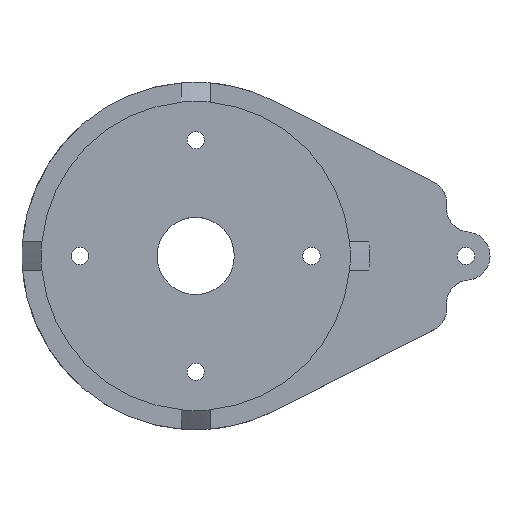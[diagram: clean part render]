
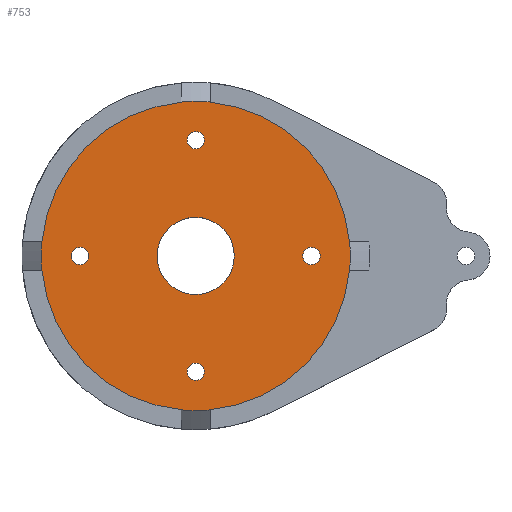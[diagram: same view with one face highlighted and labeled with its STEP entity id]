
A CAD part, top view. The second image highlights one B-rep face of the part: STEP entity #753.
In plain terms, the highlighted planar face has unit normal (0, 0, 1).
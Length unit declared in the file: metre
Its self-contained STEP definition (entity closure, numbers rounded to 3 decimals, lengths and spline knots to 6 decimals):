
#32=CIRCLE('',#807,0.08);
#35=CIRCLE('',#811,0.08);
#46=CIRCLE('',#824,0.08);
#49=CIRCLE('',#829,0.08);
#51=CIRCLE('',#833,0.0045);
#52=CIRCLE('',#834,0.0045);
#53=CIRCLE('',#835,0.0045);
#54=CIRCLE('',#836,0.0045);
#55=CIRCLE('',#837,0.080121);
#56=CIRCLE('',#838,0.080121);
#57=CIRCLE('',#839,0.080121);
#58=CIRCLE('',#840,0.080121);
#59=CIRCLE('',#841,0.02);
#153=ORIENTED_EDGE('',*,*,#354,.T.);
#154=ORIENTED_EDGE('',*,*,#355,.T.);
#155=ORIENTED_EDGE('',*,*,#356,.T.);
#156=ORIENTED_EDGE('',*,*,#357,.T.);
#157=ORIENTED_EDGE('',*,*,#358,.T.);
#158=ORIENTED_EDGE('',*,*,#359,.T.);
#159=ORIENTED_EDGE('',*,*,#360,.T.);
#160=ORIENTED_EDGE('',*,*,#343,.T.);
#161=ORIENTED_EDGE('',*,*,#361,.T.);
#162=ORIENTED_EDGE('',*,*,#362,.T.);
#163=ORIENTED_EDGE('',*,*,#363,.T.);
#164=ORIENTED_EDGE('',*,*,#350,.T.);
#165=ORIENTED_EDGE('',*,*,#364,.T.);
#166=ORIENTED_EDGE('',*,*,#365,.T.);
#167=ORIENTED_EDGE('',*,*,#366,.T.);
#168=ORIENTED_EDGE('',*,*,#317,.T.);
#169=ORIENTED_EDGE('',*,*,#367,.T.);
#170=ORIENTED_EDGE('',*,*,#368,.T.);
#171=ORIENTED_EDGE('',*,*,#369,.T.);
#172=ORIENTED_EDGE('',*,*,#323,.T.);
#173=ORIENTED_EDGE('',*,*,#370,.F.);
#317=EDGE_CURVE('',#421,#419,#32,.T.);
#323=EDGE_CURVE('',#423,#426,#35,.T.);
#343=EDGE_CURVE('',#440,#443,#46,.T.);
#350=EDGE_CURVE('',#446,#449,#49,.T.);
#354=EDGE_CURVE('',#452,#452,#51,.T.);
#355=EDGE_CURVE('',#453,#453,#52,.T.);
#356=EDGE_CURVE('',#454,#454,#53,.T.);
#357=EDGE_CURVE('',#455,#455,#54,.T.);
#358=EDGE_CURVE('',#426,#456,#512,.T.);
#359=EDGE_CURVE('',#456,#457,#55,.T.);
#360=EDGE_CURVE('',#457,#440,#513,.T.);
#361=EDGE_CURVE('',#443,#458,#514,.T.);
#362=EDGE_CURVE('',#458,#459,#56,.T.);
#363=EDGE_CURVE('',#459,#446,#515,.T.);
#364=EDGE_CURVE('',#449,#460,#516,.T.);
#365=EDGE_CURVE('',#460,#461,#57,.T.);
#366=EDGE_CURVE('',#461,#421,#517,.T.);
#367=EDGE_CURVE('',#419,#462,#518,.T.);
#368=EDGE_CURVE('',#462,#463,#58,.T.);
#369=EDGE_CURVE('',#463,#423,#519,.T.);
#370=EDGE_CURVE('',#464,#464,#59,.T.);
#419=VERTEX_POINT('',#1161);
#421=VERTEX_POINT('',#1164);
#423=VERTEX_POINT('',#1170);
#426=VERTEX_POINT('',#1175);
#440=VERTEX_POINT('',#1209);
#443=VERTEX_POINT('',#1214);
#446=VERTEX_POINT('',#1224);
#449=VERTEX_POINT('',#1229);
#452=VERTEX_POINT('',#1239);
#453=VERTEX_POINT('',#1241);
#454=VERTEX_POINT('',#1243);
#455=VERTEX_POINT('',#1245);
#456=VERTEX_POINT('',#1247);
#457=VERTEX_POINT('',#1249);
#458=VERTEX_POINT('',#1252);
#459=VERTEX_POINT('',#1254);
#460=VERTEX_POINT('',#1257);
#461=VERTEX_POINT('',#1259);
#462=VERTEX_POINT('',#1262);
#463=VERTEX_POINT('',#1264);
#464=VERTEX_POINT('',#1267);
#512=LINE('',#1246,#554);
#513=LINE('',#1250,#555);
#514=LINE('',#1251,#556);
#515=LINE('',#1255,#557);
#516=LINE('',#1256,#558);
#517=LINE('',#1260,#559);
#518=LINE('',#1261,#560);
#519=LINE('',#1265,#561);
#554=VECTOR('',#994,1.);
#555=VECTOR('',#997,1.);
#556=VECTOR('',#998,1.);
#557=VECTOR('',#1001,1.);
#558=VECTOR('',#1002,1.);
#559=VECTOR('',#1005,1.);
#560=VECTOR('',#1006,1.);
#561=VECTOR('',#1009,1.);
#582=EDGE_LOOP('',(#153));
#583=EDGE_LOOP('',(#154));
#584=EDGE_LOOP('',(#155));
#585=EDGE_LOOP('',(#156));
#586=EDGE_LOOP('',(#157,#158,#159,#160,#161,#162,#163,#164,#165,#166,#167,
#168,#169,#170,#171,#172));
#587=EDGE_LOOP('',(#173));
#657=FACE_BOUND('',#582,.T.);
#658=FACE_BOUND('',#583,.T.);
#659=FACE_BOUND('',#584,.T.);
#660=FACE_BOUND('',#585,.T.);
#661=FACE_BOUND('',#586,.T.);
#662=FACE_BOUND('',#587,.T.);
#727=PLANE('',#832);
#753=ADVANCED_FACE('',(#657,#658,#659,#660,#661,#662),#727,.T.);
#807=AXIS2_PLACEMENT_3D('',#1163,#916,#917);
#811=AXIS2_PLACEMENT_3D('',#1176,#927,#928);
#824=AXIS2_PLACEMENT_3D('',#1215,#962,#963);
#829=AXIS2_PLACEMENT_3D('',#1230,#976,#977);
#832=AXIS2_PLACEMENT_3D('',#1237,#984,#985);
#833=AXIS2_PLACEMENT_3D('',#1238,#986,#987);
#834=AXIS2_PLACEMENT_3D('',#1240,#988,#989);
#835=AXIS2_PLACEMENT_3D('',#1242,#990,#991);
#836=AXIS2_PLACEMENT_3D('',#1244,#992,#993);
#837=AXIS2_PLACEMENT_3D('',#1248,#995,#996);
#838=AXIS2_PLACEMENT_3D('',#1253,#999,#1000);
#839=AXIS2_PLACEMENT_3D('',#1258,#1003,#1004);
#840=AXIS2_PLACEMENT_3D('',#1263,#1007,#1008);
#841=AXIS2_PLACEMENT_3D('',#1266,#1010,#1011);
#916=DIRECTION('',(0.,0.,1.));
#917=DIRECTION('',(0.,-1.,0.));
#927=DIRECTION('',(0.,0.,1.));
#928=DIRECTION('',(0.,-1.,0.));
#962=DIRECTION('',(0.,0.,1.));
#963=DIRECTION('',(0.,-1.,0.));
#976=DIRECTION('',(0.,0.,1.));
#977=DIRECTION('',(0.,-1.,0.));
#984=DIRECTION('',(0.,0.,1.));
#985=DIRECTION('',(0.,-1.,0.));
#986=DIRECTION('',(0.,0.,-1.));
#987=DIRECTION('',(0.,1.,0.));
#988=DIRECTION('',(0.,0.,-1.));
#989=DIRECTION('',(0.,1.,0.));
#990=DIRECTION('',(0.,0.,-1.));
#991=DIRECTION('',(0.,1.,0.));
#992=DIRECTION('',(0.,0.,-1.));
#993=DIRECTION('',(0.,1.,0.));
#994=DIRECTION('',(0.,1.,0.));
#995=DIRECTION('',(0.,0.,1.));
#996=DIRECTION('',(0.,-1.,0.));
#997=DIRECTION('',(0.,-1.,0.));
#998=DIRECTION('',(-1.,0.,0.));
#999=DIRECTION('',(0.,0.,1.));
#1000=DIRECTION('',(0.,-1.,0.));
#1001=DIRECTION('',(1.,0.,0.));
#1002=DIRECTION('',(0.,-1.,0.));
#1003=DIRECTION('',(0.,0.,1.));
#1004=DIRECTION('',(0.,-1.,0.));
#1005=DIRECTION('',(0.,1.,0.));
#1006=DIRECTION('',(1.,0.,0.));
#1007=DIRECTION('',(0.,0.,1.));
#1008=DIRECTION('',(0.,-1.,0.));
#1009=DIRECTION('',(-1.,0.,0.));
#1010=DIRECTION('',(0.,0.,1.));
#1011=DIRECTION('',(0.,-1.,0.));
#1161=CARTESIAN_POINT('',(0.079648,-0.0075,0.008));
#1163=CARTESIAN_POINT('',(0.,0.,0.008));
#1164=CARTESIAN_POINT('',(0.0075,-0.079648,0.008));
#1170=CARTESIAN_POINT('',(0.079648,0.0075,0.008));
#1175=CARTESIAN_POINT('',(0.0075,0.079648,0.008));
#1176=CARTESIAN_POINT('',(0.,0.,0.008));
#1209=CARTESIAN_POINT('',(-0.0075,0.079648,0.008));
#1214=CARTESIAN_POINT('',(-0.079648,0.0075,0.008));
#1215=CARTESIAN_POINT('',(0.,0.,0.008));
#1224=CARTESIAN_POINT('',(-0.079648,-0.0075,0.008));
#1229=CARTESIAN_POINT('',(-0.0075,-0.079648,0.008));
#1230=CARTESIAN_POINT('',(0.,0.,0.008));
#1237=CARTESIAN_POINT('',(0.,0.,0.008));
#1238=CARTESIAN_POINT('',(-0.06,0.,0.008));
#1239=CARTESIAN_POINT('',(-0.06,0.0045,0.008));
#1240=CARTESIAN_POINT('',(0.,-0.06,0.008));
#1241=CARTESIAN_POINT('',(0.,-0.0555,0.008));
#1242=CARTESIAN_POINT('',(0.06,0.,0.008));
#1243=CARTESIAN_POINT('',(0.06,0.0045,0.008));
#1244=CARTESIAN_POINT('',(0.,0.06,0.008));
#1245=CARTESIAN_POINT('',(0.,0.0645,0.008));
#1246=CARTESIAN_POINT('',(0.0075,0.079648,0.008));
#1247=CARTESIAN_POINT('',(0.0075,0.079769,0.008));
#1248=CARTESIAN_POINT('',(0.,0.,0.008));
#1249=CARTESIAN_POINT('',(-0.0075,0.079769,0.008));
#1250=CARTESIAN_POINT('',(-0.0075,0.079648,0.008));
#1251=CARTESIAN_POINT('',(-0.079648,0.0075,0.008));
#1252=CARTESIAN_POINT('',(-0.079769,0.0075,0.008));
#1253=CARTESIAN_POINT('',(0.,0.,0.008));
#1254=CARTESIAN_POINT('',(-0.079769,-0.0075,0.008));
#1255=CARTESIAN_POINT('',(-0.079648,-0.0075,0.008));
#1256=CARTESIAN_POINT('',(-0.0075,-0.079648,0.008));
#1257=CARTESIAN_POINT('',(-0.0075,-0.079769,0.008));
#1258=CARTESIAN_POINT('',(0.,0.,0.008));
#1259=CARTESIAN_POINT('',(0.0075,-0.079769,0.008));
#1260=CARTESIAN_POINT('',(0.0075,-0.079648,0.008));
#1261=CARTESIAN_POINT('',(0.079648,-0.0075,0.008));
#1262=CARTESIAN_POINT('',(0.079769,-0.0075,0.008));
#1263=CARTESIAN_POINT('',(0.,0.,0.008));
#1264=CARTESIAN_POINT('',(0.079769,0.0075,0.008));
#1265=CARTESIAN_POINT('',(0.079648,0.0075,0.008));
#1266=CARTESIAN_POINT('',(0.,0.,0.008));
#1267=CARTESIAN_POINT('',(0.,-0.02,0.008));
